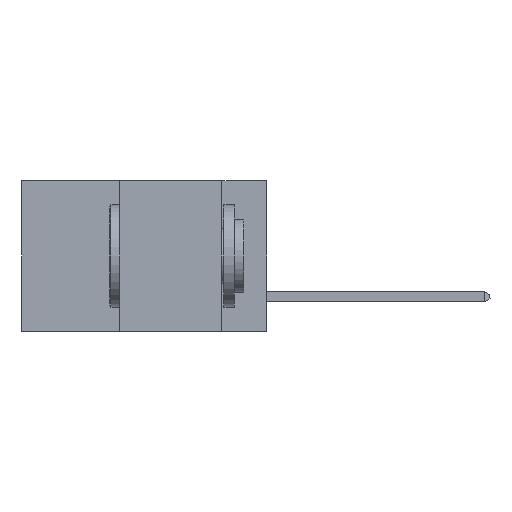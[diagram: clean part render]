
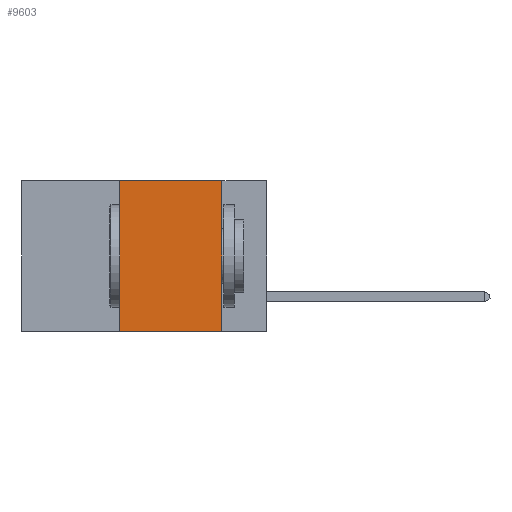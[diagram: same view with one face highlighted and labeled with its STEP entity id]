
A CAD part, left-side view. The second image highlights one B-rep face of the part: STEP entity #9603.
In plain terms, the highlighted planar face has unit normal (-1, 0, 0).
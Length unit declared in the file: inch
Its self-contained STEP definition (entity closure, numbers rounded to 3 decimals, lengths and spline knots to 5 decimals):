
#1499 = AXIS2_PLACEMENT_3D ( 'NONE', #14139, #16092, #4214 ) ;
#1632 = VECTOR ( 'NONE', #21258, 39.37008 ) ;
#1754 = DIRECTION ( 'NONE',  ( 0., -1., 0. ) ) ;
#1831 = EDGE_CURVE ( 'NONE', #2043, #11759, #18698, .T. ) ;
#1837 = CARTESIAN_POINT ( 'NONE',  ( 0., 0.6, 0. ) ) ;
#1838 = EDGE_LOOP ( 'NONE', ( #12721, #13343, #23747, #9343 ) ) ;
#2043 = VERTEX_POINT ( 'NONE', #23948 ) ;
#2282 = DIRECTION ( 'NONE',  ( 0., 0., -1. ) ) ;
#2601 = LINE ( 'NONE', #12675, #12611 ) ;
#3503 = CARTESIAN_POINT ( 'NONE',  ( 0., 0.36, -0.37 ) ) ;
#4214 = DIRECTION ( 'NONE',  ( 0., 0., -1. ) ) ;
#4956 = EDGE_CURVE ( 'NONE', #10647, #2043, #2601, .T. ) ;
#5205 = EDGE_CURVE ( 'NONE', #10647, #5318, #7005, .T. ) ;
#5272 = CARTESIAN_POINT ( 'NONE',  ( 0., 0.11, 0. ) ) ;
#5318 = VERTEX_POINT ( 'NONE', #13780 ) ;
#7005 = LINE ( 'NONE', #17299, #1632 ) ;
#8200 = VECTOR ( 'NONE', #1754, 39.37008 ) ;
#9343 = ORIENTED_EDGE ( 'NONE', *, *, #5205, .T. ) ;
#9603 = ADVANCED_FACE ( 'NONE', ( #22223 ), #12163, .F. ) ;
#10647 = VERTEX_POINT ( 'NONE', #3503 ) ;
#11759 = VERTEX_POINT ( 'NONE', #5272 ) ;
#12163 = PLANE ( 'NONE',  #1499 ) ;
#12611 = VECTOR ( 'NONE', #18605, 39.37008 ) ;
#12675 = CARTESIAN_POINT ( 'NONE',  ( 0., 0.36, 0. ) ) ;
#12721 = ORIENTED_EDGE ( 'NONE', *, *, #12726, .F. ) ;
#12726 = EDGE_CURVE ( 'NONE', #11759, #5318, #14114, .T. ) ;
#13343 = ORIENTED_EDGE ( 'NONE', *, *, #1831, .F. ) ;
#13780 = CARTESIAN_POINT ( 'NONE',  ( 0., 0.11, -0.37 ) ) ;
#14114 = LINE ( 'NONE', #16185, #23915 ) ;
#14139 = CARTESIAN_POINT ( 'NONE',  ( 0., 0.6, 0. ) ) ;
#16092 = DIRECTION ( 'NONE',  ( 1., 0., 0. ) ) ;
#16185 = CARTESIAN_POINT ( 'NONE',  ( 0., 0.11, 0. ) ) ;
#17299 = CARTESIAN_POINT ( 'NONE',  ( 0., 0.6, -0.37 ) ) ;
#18605 = DIRECTION ( 'NONE',  ( 0., 0., 1. ) ) ;
#18698 = LINE ( 'NONE', #1837, #8200 ) ;
#21258 = DIRECTION ( 'NONE',  ( 0., -1., 0. ) ) ;
#22223 = FACE_OUTER_BOUND ( 'NONE', #1838, .T. ) ;
#23747 = ORIENTED_EDGE ( 'NONE', *, *, #4956, .F. ) ;
#23915 = VECTOR ( 'NONE', #2282, 39.37008 ) ;
#23948 = CARTESIAN_POINT ( 'NONE',  ( 0., 0.36, 0. ) ) ;
